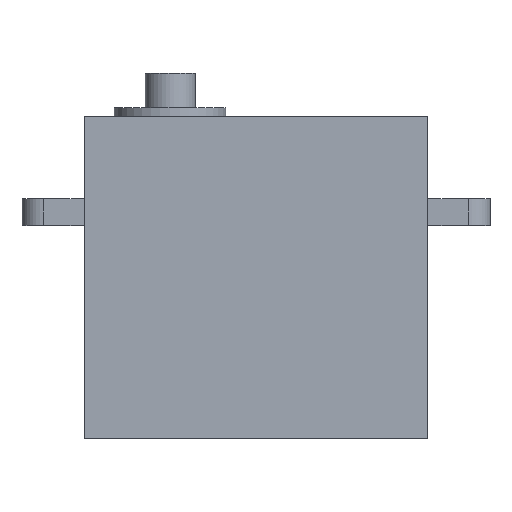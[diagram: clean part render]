
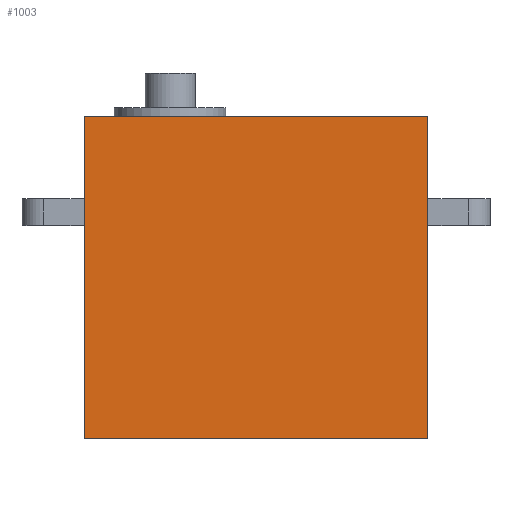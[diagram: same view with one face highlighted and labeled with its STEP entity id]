
A CAD part, top view. The second image highlights one B-rep face of the part: STEP entity #1003.
In plain terms, the highlighted planar face has unit normal (0, 0, 1).
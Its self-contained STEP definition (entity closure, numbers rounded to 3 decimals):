
#27=PLANE('',#1081);
#61=FACE_OUTER_BOUND('',#121,.T.);
#121=EDGE_LOOP('',(#697,#698,#699,#700));
#175=LINE('',#1521,#273);
#178=LINE('',#1527,#276);
#181=LINE('',#1533,#279);
#184=LINE('',#1537,#282);
#273=VECTOR('',#1203,10.);
#276=VECTOR('',#1208,10.);
#279=VECTOR('',#1213,10.);
#282=VECTOR('',#1218,10.);
#425=VERTEX_POINT('',#1518);
#426=VERTEX_POINT('',#1520);
#428=VERTEX_POINT('',#1526);
#430=VERTEX_POINT('',#1532);
#527=EDGE_CURVE('',#426,#425,#175,.T.);
#530=EDGE_CURVE('',#428,#426,#178,.T.);
#533=EDGE_CURVE('',#430,#428,#181,.T.);
#536=EDGE_CURVE('',#425,#430,#184,.T.);
#697=ORIENTED_EDGE('',*,*,#536,.T.);
#698=ORIENTED_EDGE('',*,*,#533,.T.);
#699=ORIENTED_EDGE('',*,*,#530,.T.);
#700=ORIENTED_EDGE('',*,*,#527,.T.);
#1003=ADVANCED_FACE('',(#61),#27,.T.);
#1081=AXIS2_PLACEMENT_3D('',#1538,#1219,#1220);
#1203=DIRECTION('',(-1.,0.,0.));
#1208=DIRECTION('',(0.,1.,0.));
#1213=DIRECTION('',(1.,0.,0.));
#1218=DIRECTION('',(0.,-1.,0.));
#1219=DIRECTION('center_axis',(0.,0.,1.));
#1220=DIRECTION('ref_axis',(1.,0.,0.));
#1518=CARTESIAN_POINT('',(1.367,37.5,20.));
#1520=CARTESIAN_POINT('',(41.367,37.5,20.));
#1521=CARTESIAN_POINT('',(41.367,37.5,20.));
#1526=CARTESIAN_POINT('',(41.367,0.,20.));
#1527=CARTESIAN_POINT('',(41.367,0.,20.));
#1532=CARTESIAN_POINT('',(1.367,0.,20.));
#1533=CARTESIAN_POINT('',(1.367,0.,20.));
#1537=CARTESIAN_POINT('',(1.367,37.5,20.));
#1538=CARTESIAN_POINT('Origin',(21.367,18.75,20.));
